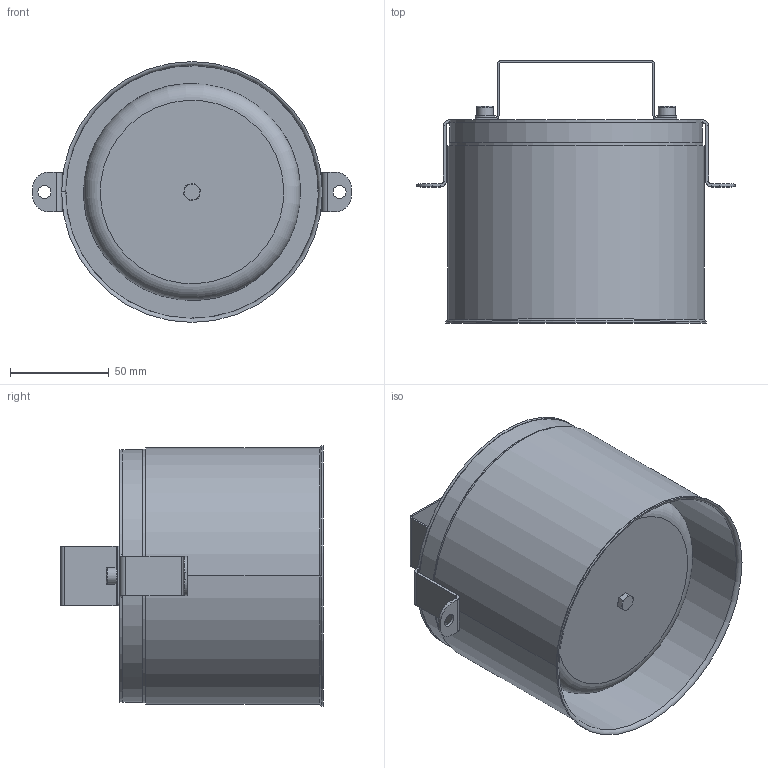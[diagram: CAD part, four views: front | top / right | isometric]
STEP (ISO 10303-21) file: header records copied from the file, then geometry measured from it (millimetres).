
FILE_DESCRIPTION(/* description */ ('Renslock EI 60'),/* implementation_level */ '2;1');
FILE_NAME(/* name */ 'HF3-0004.stp',/* time_stamp */ '2017-01-26T01:57:44-08:00',/* author */ ('CAD'),/* organization */ (''),/* preprocessor_version */ 'ST-DEVELOPER v16.5',/* originating_system */ 'Autodesk Inventor 2017',/* authorisation */ '');
FILE_SCHEMA (('AUTOMOTIVE_DESIGN { 1 0 10303 214 3 1 1 }'));
Length unit declared in the file: millimetre
Products named in the file (13): HRL-3H-1; HRL-3H-AD-1; 126024_MedHål; 999177_Ø128; 999215_Ø108,8; HRL-3H-AC-1; HRL-3H-AB-1; HRL-3H-AA-1; Blindnitmutter M5; ISO 4014 - M5 x 70; HÄLHH-AC; ISO 4762 - M5 x 20; ISO 7089 - 5 - 140 HV
Assembly tree (18 placements, depth 3):
  HRL-3H-1
    HRL-3H-AD-1
    126024_MedHål
    999177_Ø128  x3
    999215_Ø108,8
    HRL-3H-AC-1
      HRL-3H-AB-1
      HRL-3H-AA-1
      Blindnitmutter M5  x3
    ISO 4014 - M5 x 70
    HÄLHH-AC
    ISO 4762 - M5 x 20  x2
    ISO 7089 - 5 - 140 HV  x2
Bounding box: 161.5 x 133 x 132.2 mm (x, y, z)
Volume: 945929.4 mm3; surface area: 313060.3 mm2
Topology: 17 solids, 17 shells, 370 faces, 855 edges, 517 vertices
Faces by surface type: plane 149, cylinder 118, cone 59, torus 44
Full cylindrical faces by diameter (mm): 4.134 x18, 5 x24, 5.3 x2, 5.5 x4, 5.6 x3, 6.6 x2, 6.88 x1, 7 x6, 7.5 x3, 8.5 x2, 9 x3, 10 x2, 108.8 x2, 110 x1, 128 x3, 128.2 x1, 128.5 x1, 130.2 x1, 132.2 x1
Entity records: 7935 total; most frequent: DIRECTION 1438, CARTESIAN_POINT 1260, ORIENTED_EDGE 1112, AXIS2_PLACEMENT_3D 598, EDGE_CURVE 556, EDGE_LOOP 376, VERTEX_POINT 366, CIRCLE 288
